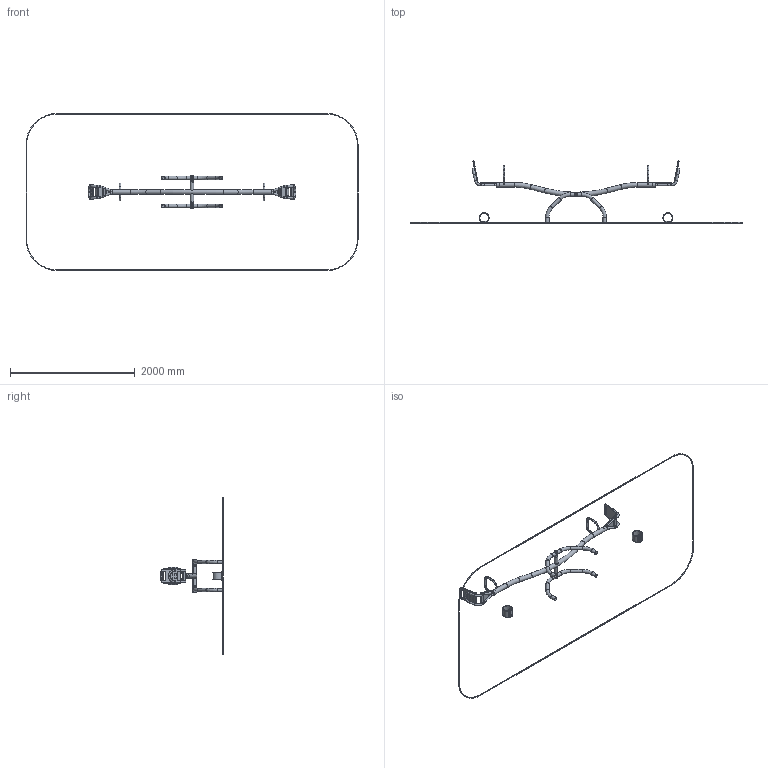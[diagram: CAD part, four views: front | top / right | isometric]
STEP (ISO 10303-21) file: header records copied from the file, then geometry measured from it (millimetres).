
FILE_DESCRIPTION(('STEP AP214'), '1');
FILE_NAME('êà÷àëêà-áàëàíñèð', '', ('UNSPECIFIED'), ('UNSPECIFIED'), 'C3D Converter', 'C3D Toolkit', '');
FILE_SCHEMA(('AUTOMOTIVE_DESIGN { 1 0 10303 214 3 1 1}'));
Length unit declared in the file: millimetre
Products named in the file (36): КБL-05-00.00.00; КБL-05-01.00.00; КБL-05-01.01.00-7024; КЧ-03.1.2.04.03; КБL-05-00.01.00-7024; КБL-05-03.00.01; КБ-101М.01.01.01; КЧ-01Б.1.1.01.07; КБ-01Б-00.00.02; КБL-05-00.02.00-7024; КБL-05-04.00.01; КБL-05-02.00.00; КБL-05-02.01.00; КБL-05-02.01.01; КБL-05-02.01.02; КБL-05-02.01.04; КБL-05-02.01.06; КБL-05-02.01.07; КБL-05-02.01.09; КБL-05-02.01.10; КБL-05-02.01.08; КБL-05-02.00.01-1023; КБL-05-02.00.02; 57ДУЧК
Assembly tree (59 placements, depth 4):
  КБL-05-00.00.00
    КБL-05-01.00.00
      КБL-05-01.01.00-7024
        (unnamed)
        (unnamed)  x2
        (unnamed)
        (unnamed)
      КЧ-03.1.2.04.03
    КБL-05-00.01.00-7024  x2
      КБL-05-03.00.01
      КБ-101М.01.01.01
      (unnamed)
      КЧ-01Б.1.1.01.07
    КБ-01Б-00.00.02  x2
    КБL-05-00.02.00-7024  x2
      КБ-101М.01.01.01
      КБL-05-04.00.01
    КБL-05-02.00.00
      КБL-05-02.01.00
        КБL-05-02.01.01
        КБL-05-02.01.02  x2
        КБL-05-02.01.04  x2
        КБL-05-02.01.06  x4
        КБL-05-02.01.07  x2
        КБL-05-02.01.09  x2
        КБL-05-02.01.10  x2
        КБL-05-02.01.08  x2
        (unnamed)  x2
        (unnamed)
      КБL-05-02.00.01-1023  x2
      КБL-05-02.00.02  x2
    (unnamed)
    КБL-05-01.00.00
      КБL-05-01.01.00-7024
        (unnamed)
        (unnamed)  x2
        (unnamed)
        (unnamed)
      КЧ-03.1.2.04.03
    57ДУЧК  x2
Bounding box: 5327.68 x 999.74 x 2520 mm (x, y, z)
Volume: 11468701.6 mm3; surface area: 4682625.3 mm2
Topology: 50 solids, 50 shells, 816 faces, 1826 edges, 1198 vertices
Faces by surface type: plane 382, cylinder 270, torus 128, cone 36
Full cylindrical faces by diameter (mm): 8.5 x8, 12 x2, 20 x4, 21.2 x10, 26.8 x10, 27.9 x18, 29 x2, 30 x4, 33.5 x18, 42 x2, 47 x4, 49 x2, 50 x13, 52 x4, 57 x17, 58 x2, 60 x2, 69 x4, 76 x4
Entity records: 16956 total; most frequent: CARTESIAN_POINT 4493, DIRECTION 1958, ORIENTED_EDGE 1410, AXIS2_PLACEMENT_3D 810, EDGE_CURVE 705, EDGE_LOOP 594, VERTEX_POINT 505, ADVANCED_FACE 403
